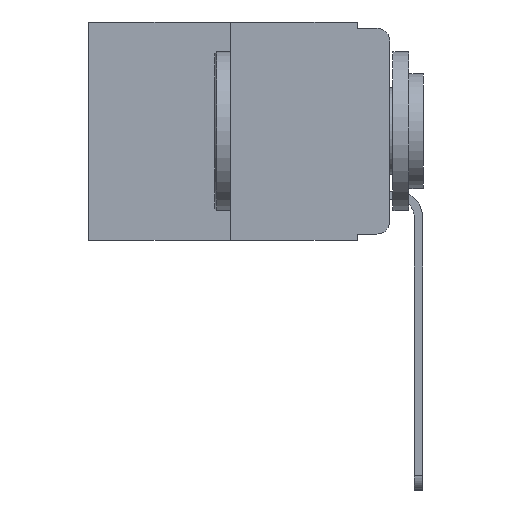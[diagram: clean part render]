
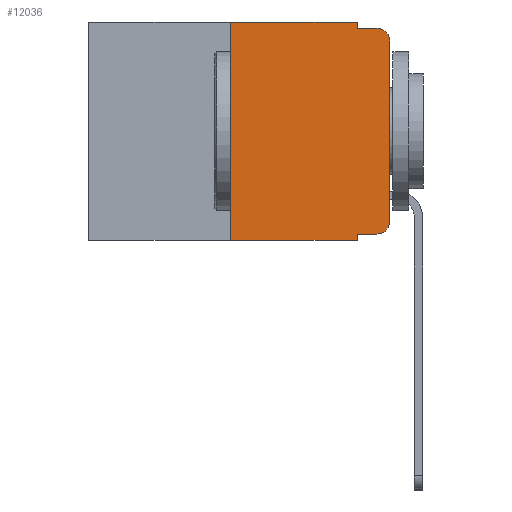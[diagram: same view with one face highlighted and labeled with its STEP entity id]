
A CAD part, left-side view. The second image highlights one B-rep face of the part: STEP entity #12036.
In plain terms, the highlighted planar face has unit normal (-1, 0, 0).
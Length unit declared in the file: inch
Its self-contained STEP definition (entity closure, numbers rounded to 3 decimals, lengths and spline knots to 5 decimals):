
#249 = DIRECTION ( 'NONE',  ( 0., -1., 0. ) ) ;
#326 = VECTOR ( 'NONE', #9303, 39.37008 ) ;
#342 = DIRECTION ( 'NONE',  ( 0., 0., -1. ) ) ;
#480 = EDGE_CURVE ( 'NONE', #12333, #2588, #6221, .T. ) ;
#616 = CARTESIAN_POINT ( 'NONE',  ( 0., 0.051, 0. ) ) ;
#654 = VERTEX_POINT ( 'NONE', #9242 ) ;
#748 = AXIS2_PLACEMENT_3D ( 'NONE', #11160, #5110, #12117 ) ;
#785 = VERTEX_POINT ( 'NONE', #11693 ) ;
#1041 = ORIENTED_EDGE ( 'NONE', *, *, #480, .F. ) ;
#1116 = DIRECTION ( 'NONE',  ( -1., 0., 0. ) ) ;
#1134 = CARTESIAN_POINT ( 'NONE',  ( 0., 0.02, -0.03 ) ) ;
#1291 = ORIENTED_EDGE ( 'NONE', *, *, #8959, .F. ) ;
#1530 = CARTESIAN_POINT ( 'NONE',  ( 0., 0.25, 0. ) ) ;
#1662 = VECTOR ( 'NONE', #4038, 39.37008 ) ;
#1719 = EDGE_CURVE ( 'NONE', #654, #9006, #2730, .T. ) ;
#1775 = DIRECTION ( 'NONE',  ( 0., -1., 0. ) ) ;
#1788 = EDGE_CURVE ( 'NONE', #3649, #2588, #7492, .T. ) ;
#1995 = EDGE_CURVE ( 'NONE', #9006, #9270, #12830, .T. ) ;
#2085 = CARTESIAN_POINT ( 'NONE',  ( 0., 0.02, -0.333 ) ) ;
#2371 = VECTOR ( 'NONE', #13107, 39.37008 ) ;
#2588 = VERTEX_POINT ( 'NONE', #12005 ) ;
#2730 = LINE ( 'NONE', #5071, #2371 ) ;
#2857 = PLANE ( 'NONE',  #748 ) ;
#3234 = ORIENTED_EDGE ( 'NONE', *, *, #1788, .T. ) ;
#3395 = ORIENTED_EDGE ( 'NONE', *, *, #5560, .F. ) ;
#3494 = ORIENTED_EDGE ( 'NONE', *, *, #1719, .T. ) ;
#3523 = ORIENTED_EDGE ( 'NONE', *, *, #1995, .T. ) ;
#3578 = EDGE_CURVE ( 'NONE', #12333, #12905, #7761, .T. ) ;
#3649 = VERTEX_POINT ( 'NONE', #6683 ) ;
#3954 = CARTESIAN_POINT ( 'NONE',  ( 0., 0.051, 0. ) ) ;
#3965 = CARTESIAN_POINT ( 'NONE',  ( 0., 0.02, -0.313 ) ) ;
#4038 = DIRECTION ( 'NONE',  ( 0., -1., 0. ) ) ;
#4088 = EDGE_CURVE ( 'NONE', #785, #9270, #10043, .T. ) ;
#4448 = VERTEX_POINT ( 'NONE', #1530 ) ;
#4561 = ORIENTED_EDGE ( 'NONE', *, *, #4088, .F. ) ;
#4737 = VECTOR ( 'NONE', #7039, 39.37008 ) ;
#4741 = CARTESIAN_POINT ( 'NONE',  ( 0., 0., -0.03 ) ) ;
#5068 = DIRECTION ( 'NONE',  ( 0., 0., -1. ) ) ;
#5071 = CARTESIAN_POINT ( 'NONE',  ( 0., 0., 0. ) ) ;
#5110 = DIRECTION ( 'NONE',  ( 1., 0., 0. ) ) ;
#5271 = EDGE_CURVE ( 'NONE', #4448, #11130, #11243, .T. ) ;
#5560 = EDGE_CURVE ( 'NONE', #11130, #785, #7859, .T. ) ;
#5935 = VECTOR ( 'NONE', #249, 39.37008 ) ;
#6221 = LINE ( 'NONE', #616, #326 ) ;
#6556 = FACE_OUTER_BOUND ( 'NONE', #6943, .T. ) ;
#6655 = CARTESIAN_POINT ( 'NONE',  ( 0., 0.051, -0.333 ) ) ;
#6683 = CARTESIAN_POINT ( 'NONE',  ( 0., 0.25, -0.343 ) ) ;
#6943 = EDGE_LOOP ( 'NONE', ( #3494, #3523, #4561, #3395, #10025, #1291, #3234, #1041, #11612, #11417 ) ) ;
#7039 = DIRECTION ( 'NONE',  ( 0., 0., -1. ) ) ;
#7426 = VECTOR ( 'NONE', #1775, 39.37008 ) ;
#7438 = EDGE_CURVE ( 'NONE', #12905, #654, #11356, .T. ) ;
#7492 = LINE ( 'NONE', #9764, #1662 ) ;
#7702 = CARTESIAN_POINT ( 'NONE',  ( 0., 0.051, -0.01 ) ) ;
#7761 = LINE ( 'NONE', #10535, #12943 ) ;
#7859 = LINE ( 'NONE', #3954, #4737 ) ;
#8959 = EDGE_CURVE ( 'NONE', #3649, #4448, #11463, .T. ) ;
#9006 = VERTEX_POINT ( 'NONE', #4741 ) ;
#9242 = CARTESIAN_POINT ( 'NONE',  ( 0., 0., -0.313 ) ) ;
#9270 = VERTEX_POINT ( 'NONE', #11203 ) ;
#9303 = DIRECTION ( 'NONE',  ( 0., 0., -1. ) ) ;
#9333 = CARTESIAN_POINT ( 'NONE',  ( 0., 0.25, 0. ) ) ;
#9764 = CARTESIAN_POINT ( 'NONE',  ( 0., 0.473, -0.343 ) ) ;
#10025 = ORIENTED_EDGE ( 'NONE', *, *, #5271, .F. ) ;
#10043 = LINE ( 'NONE', #7702, #7426 ) ;
#10535 = CARTESIAN_POINT ( 'NONE',  ( 0., 0.051, -0.333 ) ) ;
#11001 = DIRECTION ( 'NONE',  ( 0., -1., 0. ) ) ;
#11130 = VERTEX_POINT ( 'NONE', #12080 ) ;
#11131 = DIRECTION ( 'NONE',  ( -1., 0., 0. ) ) ;
#11160 = CARTESIAN_POINT ( 'NONE',  ( 0., 0.473, 0. ) ) ;
#11165 = VECTOR ( 'NONE', #11758, 39.37008 ) ;
#11203 = CARTESIAN_POINT ( 'NONE',  ( 0., 0.02, -0.01 ) ) ;
#11239 = CARTESIAN_POINT ( 'NONE',  ( 0., 0.473, 0. ) ) ;
#11243 = LINE ( 'NONE', #11239, #5935 ) ;
#11356 = CIRCLE ( 'NONE', #11674, 0.02 ) ;
#11417 = ORIENTED_EDGE ( 'NONE', *, *, #7438, .T. ) ;
#11463 = LINE ( 'NONE', #9333, #11165 ) ;
#11612 = ORIENTED_EDGE ( 'NONE', *, *, #3578, .T. ) ;
#11674 = AXIS2_PLACEMENT_3D ( 'NONE', #3965, #11131, #5068 ) ;
#11693 = CARTESIAN_POINT ( 'NONE',  ( 0., 0.051, -0.01 ) ) ;
#11758 = DIRECTION ( 'NONE',  ( 0., 0., 1. ) ) ;
#12005 = CARTESIAN_POINT ( 'NONE',  ( 0., 0.051, -0.343 ) ) ;
#12036 = ADVANCED_FACE ( 'NONE', ( #6556 ), #2857, .F. ) ;
#12080 = CARTESIAN_POINT ( 'NONE',  ( 0., 0.051, 0. ) ) ;
#12117 = DIRECTION ( 'NONE',  ( 0., 0., -1. ) ) ;
#12333 = VERTEX_POINT ( 'NONE', #6655 ) ;
#12830 = CIRCLE ( 'NONE', #13313, 0.02 ) ;
#12905 = VERTEX_POINT ( 'NONE', #2085 ) ;
#12943 = VECTOR ( 'NONE', #11001, 39.37008 ) ;
#13107 = DIRECTION ( 'NONE',  ( 0., 0., 1. ) ) ;
#13313 = AXIS2_PLACEMENT_3D ( 'NONE', #1134, #1116, #342 ) ;
